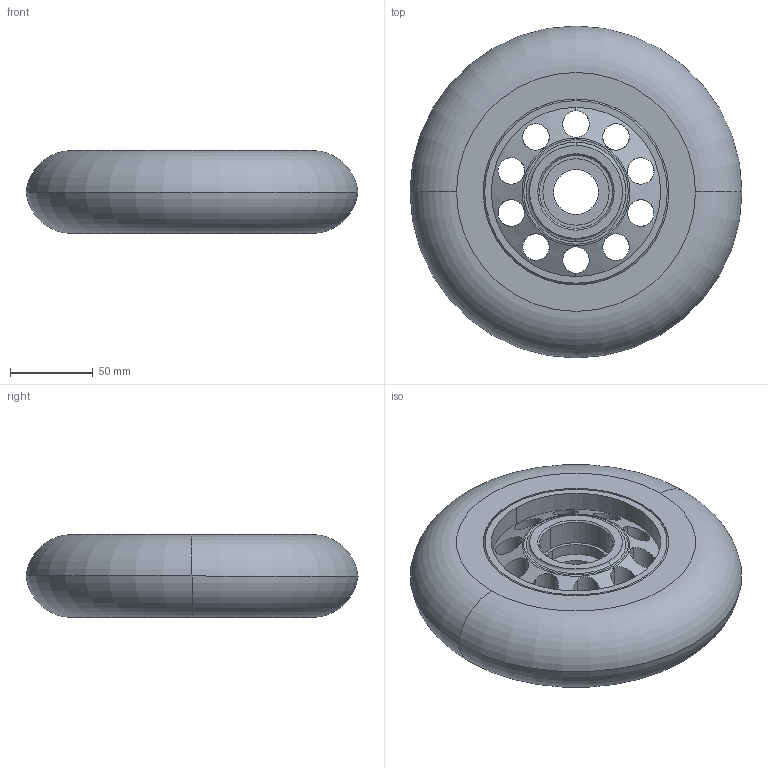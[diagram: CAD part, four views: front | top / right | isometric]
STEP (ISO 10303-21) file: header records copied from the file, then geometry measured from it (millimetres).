
FILE_DESCRIPTION((''),'2;1');
FILE_NAME('KOLO','2019-02-19T11:04:02',('U111.05'),('Audax d.o.o.'),'CREO PARAMETRIC BY PTC INC, 2018100','CREO PARAMETRIC BY PTC INC, 2018100','');
FILE_SCHEMA(('AP242_MANAGED_MODEL_BASED_3D_ENGINEERING_MIM_LF { 1 0 10303 442 1 1 4 }'));
Length unit declared in the file: millimetre
Products named in the file (1): KOLO
Bounding box: 200 x 200 x 50 mm (x, y, z)
Surface area: 107787.5 mm2 (no closed solid volume)
Topology: 0 solids, 1 shells, 74 faces, 206 edges, 125 vertices
Faces by surface type: cylinder 38, torus 12, plane 12, cone 12
Entity records: 4327 total; most frequent: CARTESIAN_POINT 1360, DIRECTION 386, ORIENTED_EDGE 369, COLOUR_RGB 320, PRESENTATION_STYLE_ASSIGNMENT 220, STYLED_ITEM 210, CURVE_STYLE 207, EDGE_CURVE 206
